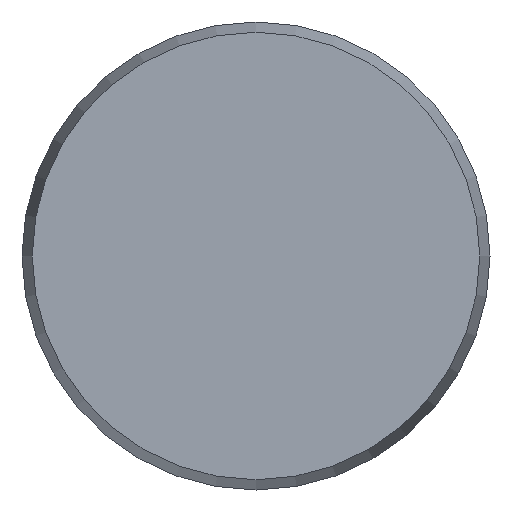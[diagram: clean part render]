
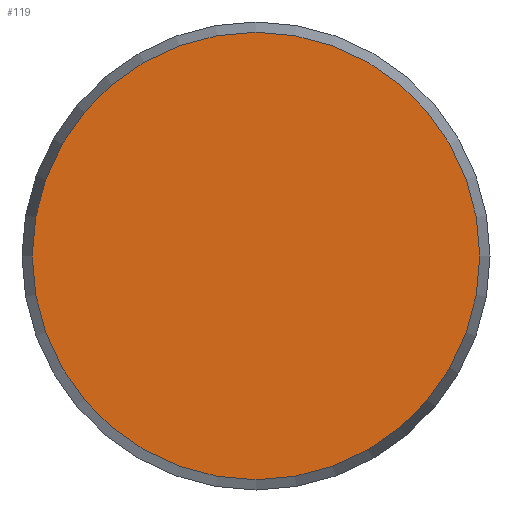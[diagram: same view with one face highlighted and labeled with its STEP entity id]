
A CAD part, front view. The second image highlights one B-rep face of the part: STEP entity #119.
In plain terms, the highlighted planar face has unit normal (0, -1, 0).
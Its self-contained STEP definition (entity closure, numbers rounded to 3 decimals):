
#119 = ADVANCED_FACE( '', ( #254 ), #255, .F. );
#254 = FACE_OUTER_BOUND( '', #427, .T. );
#255 = PLANE( '', #428 );
#427 = EDGE_LOOP( '', ( #674 ) );
#428 = AXIS2_PLACEMENT_3D( '', #675, #676, #677 );
#674 = ORIENTED_EDGE( '', *, *, #841, .T. );
#675 = CARTESIAN_POINT( '', ( 38.25, 0., 0. ) );
#676 = DIRECTION( '', ( 0., 1., 0. ) );
#677 = DIRECTION( '', ( 0., 0., 1. ) );
#841 = EDGE_CURVE( '', #990, #990, #991, .T. );
#990 = VERTEX_POINT( '', #1280 );
#991 = CIRCLE( '', #1281, 38.25 );
#1280 = CARTESIAN_POINT( '', ( 0., 0., -38.25 ) );
#1281 = AXIS2_PLACEMENT_3D( '', #1411, #1412, #1413 );
#1411 = CARTESIAN_POINT( '', ( 0., 0., 0. ) );
#1412 = DIRECTION( '', ( 0., -1., 0. ) );
#1413 = DIRECTION( '', ( 0., 0., -1. ) );
